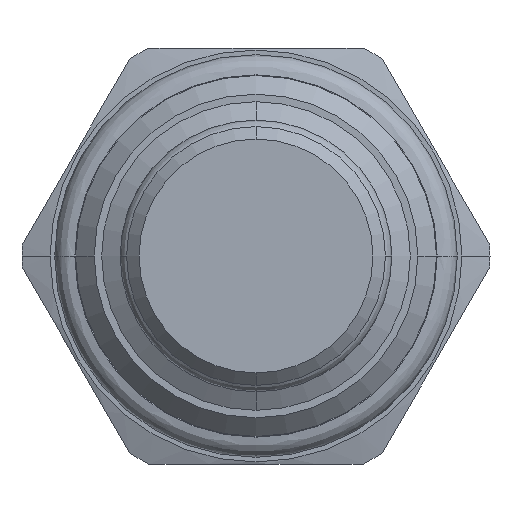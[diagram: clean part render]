
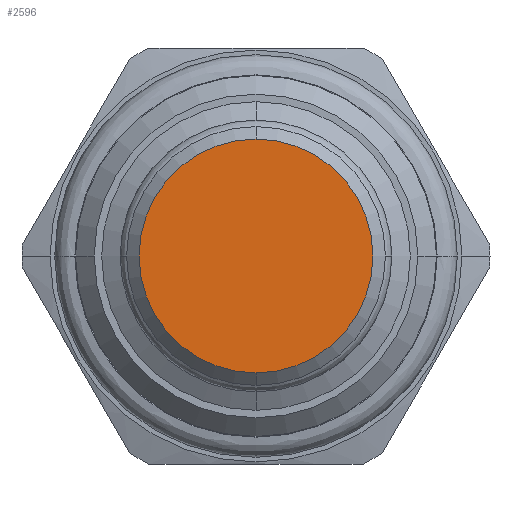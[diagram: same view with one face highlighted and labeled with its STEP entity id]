
A CAD part, front view. The second image highlights one B-rep face of the part: STEP entity #2596.
In plain terms, the highlighted planar face has unit normal (0, -1, 0).
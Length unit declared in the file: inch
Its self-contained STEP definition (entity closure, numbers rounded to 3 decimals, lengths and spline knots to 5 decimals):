
#1040=CARTESIAN_POINT('',(0.,-1.2525,0.));
#1041=DIRECTION('',(0.,1.,0.));
#1042=DIRECTION('',(0.,0.,-1.));
#1043=AXIS2_PLACEMENT_3D('',#1040,#1041,#1042);
#1050=CARTESIAN_POINT('',(0.,-1.2525,0.));
#1051=DIRECTION('',(0.,1.,0.));
#1052=DIRECTION('',(0.,0.,1.));
#1053=AXIS2_PLACEMENT_3D('',#1050,#1051,#1052);
#1135=CARTESIAN_POINT('',(0.,-1.2525,-0.281));
#1136=CARTESIAN_POINT('',(0.,-1.2525,0.281));
#1137=VERTEX_POINT('',#1135);
#1138=VERTEX_POINT('',#1136);
#2586=CARTESIAN_POINT('',(0.,-1.2525,0.));
#2587=DIRECTION('',(0.,-1.,0.));
#2588=DIRECTION('',(0.,0.,-1.));
#2589=AXIS2_PLACEMENT_3D('',#2586,#2587,#2588);
#2590=PLANE('',#2589);
#2592=ORIENTED_EDGE('',*,*,#2591,.T.);
#2593=ORIENTED_EDGE('',*,*,#2576,.T.);
#2594=EDGE_LOOP('',(#2592,#2593));
#2595=FACE_OUTER_BOUND('',#2594,.F.);
#2596=ADVANCED_FACE('',(#2595),#2590,.T.);
#1044=CIRCLE('',#1043,0.281);
#1054=CIRCLE('',#1053,0.281);
#2576=EDGE_CURVE('',#1137,#1138,#1044,.T.);
#2591=EDGE_CURVE('',#1138,#1137,#1054,.T.);
